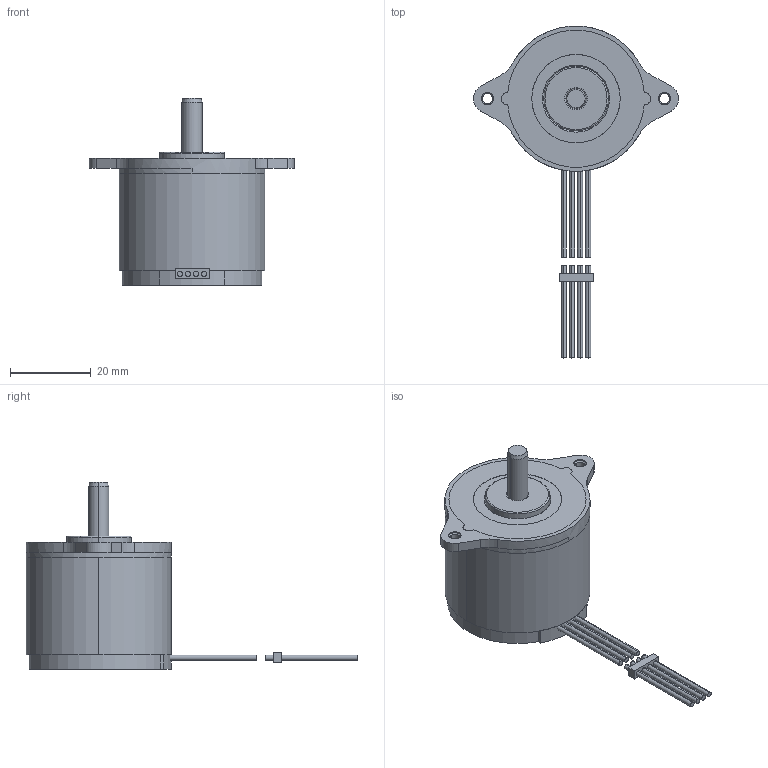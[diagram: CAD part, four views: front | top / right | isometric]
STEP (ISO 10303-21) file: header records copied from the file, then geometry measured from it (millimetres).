
FILE_DESCRIPTION((''),'2;1');
FILE_NAME('14HR30001_ASM','2022-10-27T14:38:18',('TQ00981'),(''),'CREO PARAMETRIC BY PTC INC, 2018100','CREO PARAMETRIC BY PTC INC, 2018100','');
FILE_SCHEMA(('CONFIG_CONTROL_DESIGN'));
Length unit declared in the file: millimetre
Products named in the file (22): 4613102101254_AF0; 4613104026712_AF0_ASM; 4634140202730_AF0; 4613103016464_AF0_ASM; 3698201101979_AF0; 4219121200841_AF0; 4613103016466_AF0_ASM; 4613103016467_ASM; 4613103016473_ASM; 4613103016492_ASM; 4219121301309; 4331101000008; 4219121500659_ASM; 4613106100895; 4332101106865; 4613107115270_ASM; 4219121301353; 4331101000176; 4219121500080_ASM; 00_ASM; 3219720000565; 14HR30001_ASM
Assembly tree (21 placements, depth 9):
  14HR30001_ASM
    00_ASM
      4613103016492_ASM
        4613103016473_ASM
          4613103016467_ASM
            4613103016466_AF0_ASM
              4613103016464_AF0_ASM
                4613104026712_AF0_ASM
                  4613102101254_AF0
                4634140202730_AF0
              3698201101979_AF0
              4219121200841_AF0
      4219121500659_ASM
        4219121301309
        4331101000008
      4613107115270_ASM
        4613106100895
        4332101106865
      4219121500080_ASM
        4219121301353
        4331101000176
    3219720000565
Bounding box: 50.82 x 82.2 x 46.5 mm (x, y, z)
Volume: 32349.2 mm3; surface area: 21395.8 mm2
Topology: 15 solids, 19 shells, 369 faces, 887 edges, 576 vertices
Faces by surface type: plane 233, cylinder 96, cone 20, torus 20
Entity records: 11284 total; most frequent: DIRECTION 2003, CARTESIAN_POINT 1894, ORIENTED_EDGE 1774, EDGE_CURVE 887, AXIS2_PLACEMENT_3D 685, VECTOR 633, LINE 633, VERTEX_POINT 576
